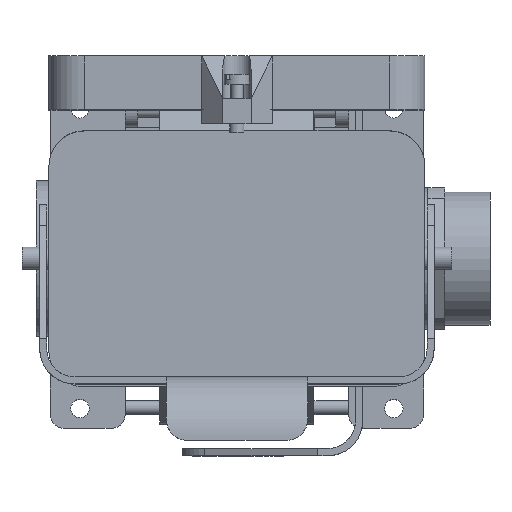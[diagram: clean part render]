
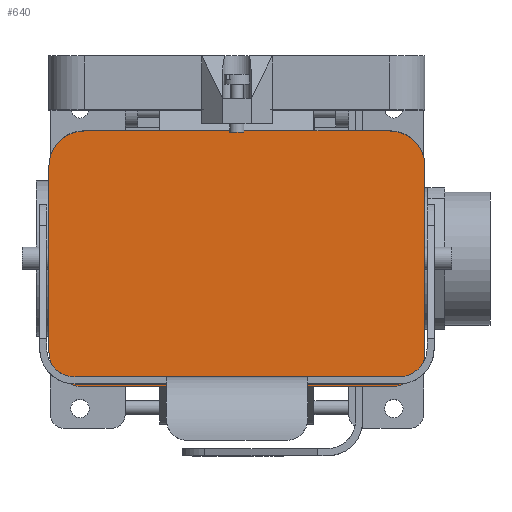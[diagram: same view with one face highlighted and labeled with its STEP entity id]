
A CAD part, top view. The second image highlights one B-rep face of the part: STEP entity #640.
In plain terms, the highlighted planar face has unit normal (0, 0, 1).
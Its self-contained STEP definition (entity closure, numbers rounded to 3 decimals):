
#640 = ADVANCED_FACE( '', ( #1500 ), #1501, .T. );
#1500 = FACE_OUTER_BOUND( '', #2587, .T. );
#1501 = PLANE( '', #2588 );
#2587 = EDGE_LOOP( '', ( #4511, #4512, #4513, #4514, #4515, #4516, #4517, #4518, #4519, #4520, #4521, #4522, #4523, #4524 ) );
#2588 = AXIS2_PLACEMENT_3D( '', #4525, #4526, #4527 );
#4511 = ORIENTED_EDGE( '', *, *, #6439, .F. );
#4512 = ORIENTED_EDGE( '', *, *, #6803, .T. );
#4513 = ORIENTED_EDGE( '', *, *, #6887, .T. );
#4514 = ORIENTED_EDGE( '', *, *, #6636, .F. );
#4515 = ORIENTED_EDGE( '', *, *, #6888, .F. );
#4516 = ORIENTED_EDGE( '', *, *, #6490, .F. );
#4517 = ORIENTED_EDGE( '', *, *, #6889, .T. );
#4518 = ORIENTED_EDGE( '', *, *, #6890, .T. );
#4519 = ORIENTED_EDGE( '', *, *, #6891, .F. );
#4520 = ORIENTED_EDGE( '', *, *, #6347, .T. );
#4521 = ORIENTED_EDGE( '', *, *, #6892, .T. );
#4522 = ORIENTED_EDGE( '', *, *, #6893, .T. );
#4523 = ORIENTED_EDGE( '', *, *, #6894, .F. );
#4524 = ORIENTED_EDGE( '', *, *, #6895, .F. );
#4525 = CARTESIAN_POINT( '', ( -54., 32.75, 19. ) );
#4526 = DIRECTION( '', ( 0., 0., 1. ) );
#4527 = DIRECTION( '', ( 1., 0., 0. ) );
#6347 = EDGE_CURVE( '', #7648, #7653, #7655, .T. );
#6439 = EDGE_CURVE( '', #7803, #7805, #7806, .T. );
#6490 = EDGE_CURVE( '', #7884, #7887, #7888, .T. );
#6636 = EDGE_CURVE( '', #8131, #8133, #8134, .T. );
#6803 = EDGE_CURVE( '', #7803, #8397, #8399, .T. );
#6887 = EDGE_CURVE( '', #8397, #8133, #8512, .T. );
#6888 = EDGE_CURVE( '', #7887, #8131, #8513, .T. );
#6889 = EDGE_CURVE( '', #7884, #8514, #8515, .T. );
#6890 = EDGE_CURVE( '', #8514, #8516, #8517, .F. );
#6891 = EDGE_CURVE( '', #7648, #8516, #8518, .T. );
#6892 = EDGE_CURVE( '', #7653, #8519, #8520, .T. );
#6893 = EDGE_CURVE( '', #8519, #8521, #8522, .T. );
#6894 = EDGE_CURVE( '', #8523, #8521, #8524, .T. );
#6895 = EDGE_CURVE( '', #7805, #8523, #8525, .T. );
#7648 = VERTEX_POINT( '', #9500 );
#7653 = VERTEX_POINT( '', #9507 );
#7655 = LINE( '', #9510, #9511 );
#7803 = VERTEX_POINT( '', #9783 );
#7805 = VERTEX_POINT( '', #9786 );
#7806 = LINE( '', #9787, #9788 );
#7884 = VERTEX_POINT( '', #9916 );
#7887 = VERTEX_POINT( '', #9920 );
#7888 = LINE( '', #9921, #9922 );
#8131 = VERTEX_POINT( '', #10256 );
#8133 = VERTEX_POINT( '', #10259 );
#8134 = LINE( '', #10260, #10261 );
#8397 = VERTEX_POINT( '', #10626 );
#8399 = LINE( '', #10629, #10630 );
#8512 = CIRCLE( '', #10795, 12.5 );
#8513 = CIRCLE( '', #10796, 12.5 );
#8514 = VERTEX_POINT( '', #10797 );
#8515 = LINE( '', #10798, #10799 );
#8516 = VERTEX_POINT( '', #10800 );
#8517 = CIRCLE( '', #10801, 5. );
#8518 = LINE( '', #10802, #10803 );
#8519 = VERTEX_POINT( '', #10804 );
#8520 = CIRCLE( '', #10805, 12.5 );
#8521 = VERTEX_POINT( '', #10806 );
#8522 = LINE( '', #10807, #10808 );
#8523 = VERTEX_POINT( '', #10809 );
#8524 = CIRCLE( '', #10810, 12.5 );
#8525 = LINE( '', #10811, #10812 );
#9500 = CARTESIAN_POINT( '', ( -12.5, 45.25, 19. ) );
#9507 = CARTESIAN_POINT( '', ( -54., 45.25, 19. ) );
#9510 = CARTESIAN_POINT( '', ( 0., 45.25, 19. ) );
#9511 = VECTOR( '', #11787, 1000. );
#9783 = CARTESIAN_POINT( '', ( 27.25, -45.25, 19. ) );
#9786 = CARTESIAN_POINT( '', ( -27.25, -45.25, 19. ) );
#9787 = CARTESIAN_POINT( '', ( 0., -45.25, 19. ) );
#9788 = VECTOR( '', #11870, 1000. );
#9916 = CARTESIAN_POINT( '', ( 12.5, 45.25, 19. ) );
#9920 = CARTESIAN_POINT( '', ( 54., 45.25, 19. ) );
#9921 = CARTESIAN_POINT( '', ( 0., 45.25, 19. ) );
#9922 = VECTOR( '', #11929, 1000. );
#10256 = CARTESIAN_POINT( '', ( 66.5, 32.75, 19. ) );
#10259 = CARTESIAN_POINT( '', ( 66.5, -32.75, 19. ) );
#10260 = CARTESIAN_POINT( '', ( 66.5, 32.75, 19. ) );
#10261 = VECTOR( '', #12106, 1000. );
#10626 = CARTESIAN_POINT( '', ( 54., -45.25, 19. ) );
#10629 = CARTESIAN_POINT( '', ( 0., -45.25, 19. ) );
#10630 = VECTOR( '', #12318, 1000. );
#10795 = AXIS2_PLACEMENT_3D( '', #12411, #12412, #12413 );
#10796 = AXIS2_PLACEMENT_3D( '', #12414, #12415, #12416 );
#10797 = CARTESIAN_POINT( '', ( 4.33, 45.25, 19. ) );
#10798 = CARTESIAN_POINT( '', ( 132.126, 45.25, 19. ) );
#10799 = VECTOR( '', #12417, 1000. );
#10800 = CARTESIAN_POINT( '', ( -4.33, 45.25, 19. ) );
#10801 = AXIS2_PLACEMENT_3D( '', #12418, #12419, #12420 );
#10802 = CARTESIAN_POINT( '', ( -132.126, 45.25, 19. ) );
#10803 = VECTOR( '', #12421, 1000. );
#10804 = CARTESIAN_POINT( '', ( -66.5, 32.75, 19. ) );
#10805 = AXIS2_PLACEMENT_3D( '', #12422, #12423, #12424 );
#10806 = CARTESIAN_POINT( '', ( -66.5, -32.75, 19. ) );
#10807 = CARTESIAN_POINT( '', ( -66.5, 32.75, 19. ) );
#10808 = VECTOR( '', #12425, 1000. );
#10809 = CARTESIAN_POINT( '', ( -54., -45.25, 19. ) );
#10810 = AXIS2_PLACEMENT_3D( '', #12426, #12427, #12428 );
#10811 = CARTESIAN_POINT( '', ( 0., -45.25, 19. ) );
#10812 = VECTOR( '', #12429, 1000. );
#11787 = DIRECTION( '', ( -1., 0., 0. ) );
#11870 = DIRECTION( '', ( -1., 0., 0. ) );
#11929 = DIRECTION( '', ( 1., 0., 0. ) );
#12106 = DIRECTION( '', ( 0., -1., 0. ) );
#12318 = DIRECTION( '', ( 1., 0., 0. ) );
#12411 = CARTESIAN_POINT( '', ( 54., -32.75, 19. ) );
#12412 = DIRECTION( '', ( 0., 0., 1. ) );
#12413 = DIRECTION( '', ( -1., 0., 0. ) );
#12414 = CARTESIAN_POINT( '', ( 54., 32.75, 19. ) );
#12415 = DIRECTION( '', ( 0., 0., -1. ) );
#12416 = DIRECTION( '', ( -1., 0., 0. ) );
#12417 = DIRECTION( '', ( -1., 0., 0. ) );
#12418 = CARTESIAN_POINT( '', ( 0., 47.75, 19. ) );
#12419 = DIRECTION( '', ( 0., 0., 1. ) );
#12420 = DIRECTION( '', ( 1., 0., 0. ) );
#12421 = DIRECTION( '', ( 1., 0., 0. ) );
#12422 = CARTESIAN_POINT( '', ( -54., 32.75, 19. ) );
#12423 = DIRECTION( '', ( 0., 0., 1. ) );
#12424 = DIRECTION( '', ( 1., 0., 0. ) );
#12425 = DIRECTION( '', ( 0., -1., 0. ) );
#12426 = CARTESIAN_POINT( '', ( -54., -32.75, 19. ) );
#12427 = DIRECTION( '', ( 0., 0., -1. ) );
#12428 = DIRECTION( '', ( 1., 0., 0. ) );
#12429 = DIRECTION( '', ( -1., 0., 0. ) );
